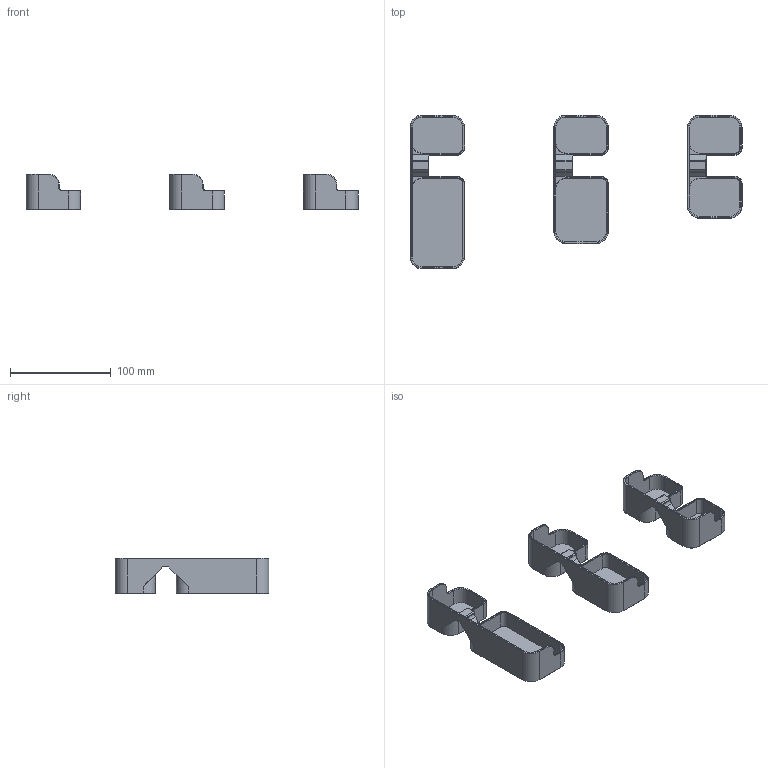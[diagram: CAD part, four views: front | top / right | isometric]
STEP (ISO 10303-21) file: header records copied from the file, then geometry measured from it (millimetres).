
FILE_DESCRIPTION(/* description */ (''),/* implementation_level */ '2;1');
FILE_NAME(/* name */ 'purge_bucket_250mm_300mm_350mm_v1.8_v2.2_v2.4_rev4.step',/* time_stamp */ '2020-09-20T17:02:16+10:00',/* author */ (''),/* organization */ (''),/* preprocessor_version */ 'ST-DEVELOPER v18.1',/* originating_system */ 'Autodesk Translation Framework v9.3.0.1241',/* authorisation */ '');
FILE_SCHEMA (('AUTOMOTIVE_DESIGN { 1 0 10303 214 3 1 1 }'));
Length unit declared in the file: millimetre
Products named in the file (4): purge_bucket_250mm_300mm_350mm_v1.8; 350mm; 300mm; 250mm
Assembly tree (3 placements, depth 2):
  purge_bucket_250mm_300mm_350mm_v1.8
    350mm
    300mm
    250mm
Bounding box: 328.88 x 152 x 35 mm (x, y, z)
Volume: 92688.4 mm3; surface area: 93834.8 mm2
Topology: 3 solids, 3 shells, 446 faces, 1068 edges, 628 vertices
Faces by surface type: plane 274, cone 100, cylinder 72
Entity records: 12680 total; most frequent: DIRECTION 2214, CARTESIAN_POINT 2157, ORIENTED_EDGE 2136, EDGE_CURVE 1068, LINE 820, VECTOR 820, AXIS2_PLACEMENT_3D 697, VERTEX_POINT 628
